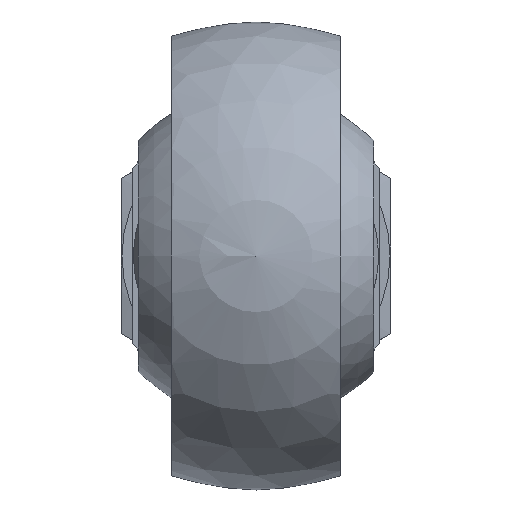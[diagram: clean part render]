
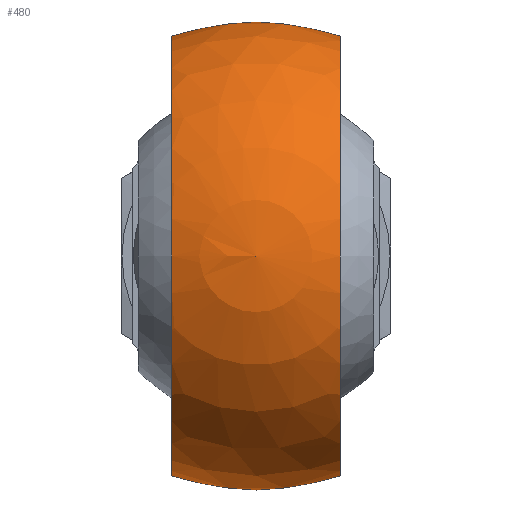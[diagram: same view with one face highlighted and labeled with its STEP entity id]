
A CAD part, left-side view. The second image highlights one B-rep face of the part: STEP entity #480.
In plain terms, the highlighted spherical face has radius 21 mm.
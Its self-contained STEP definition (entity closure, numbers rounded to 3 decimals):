
#57=SPHERICAL_SURFACE('',#548,21.);
#116=ORIENTED_EDGE('',*,*,#232,.F.);
#117=ORIENTED_EDGE('',*,*,#233,.T.);
#118=ORIENTED_EDGE('',*,*,#234,.F.);
#119=ORIENTED_EDGE('',*,*,#235,.T.);
#232=EDGE_CURVE('',#288,#289,#329,.T.);
#233=EDGE_CURVE('',#288,#290,#330,.F.);
#234=EDGE_CURVE('',#291,#290,#331,.T.);
#235=EDGE_CURVE('',#291,#289,#332,.F.);
#288=VERTEX_POINT('',#782);
#289=VERTEX_POINT('',#783);
#290=VERTEX_POINT('',#785);
#291=VERTEX_POINT('',#787);
#329=CIRCLE('',#549,17.382);
#330=CIRCLE('',#550,19.615);
#331=CIRCLE('',#551,17.382);
#332=CIRCLE('',#552,19.615);
#355=EDGE_LOOP('',(#116,#117,#118,#119));
#409=FACE_BOUND('',#355,.T.);
#480=ADVANCED_FACE('',(#409),#57,.T.);
#548=AXIS2_PLACEMENT_3D('',#780,#633,#634);
#549=AXIS2_PLACEMENT_3D('',#781,#635,#636);
#550=AXIS2_PLACEMENT_3D('',#784,#637,#638);
#551=AXIS2_PLACEMENT_3D('',#786,#639,#640);
#552=AXIS2_PLACEMENT_3D('',#788,#641,#642);
#633=DIRECTION('',(1.,0.,0.));
#634=DIRECTION('',(0.,1.,0.));
#635=DIRECTION('',(1.,0.,0.));
#636=DIRECTION('',(0.,0.,-1.));
#637=DIRECTION('',(0.,-1.,0.));
#638=DIRECTION('',(0.,0.,-1.));
#639=DIRECTION('',(1.,0.,0.));
#640=DIRECTION('',(0.,0.,-1.));
#641=DIRECTION('',(0.,1.,0.));
#642=DIRECTION('',(0.,0.,1.));
#780=CARTESIAN_POINT('',(0.,0.,0.));
#781=CARTESIAN_POINT('',(11.784,0.,0.));
#782=CARTESIAN_POINT('',(11.784,-7.5,-15.681));
#783=CARTESIAN_POINT('',(11.784,7.5,-15.681));
#784=CARTESIAN_POINT('',(0.,-7.5,0.));
#785=CARTESIAN_POINT('',(11.784,-7.5,15.681));
#786=CARTESIAN_POINT('',(11.784,0.,0.));
#787=CARTESIAN_POINT('',(11.784,7.5,15.681));
#788=CARTESIAN_POINT('',(0.,7.5,0.));
